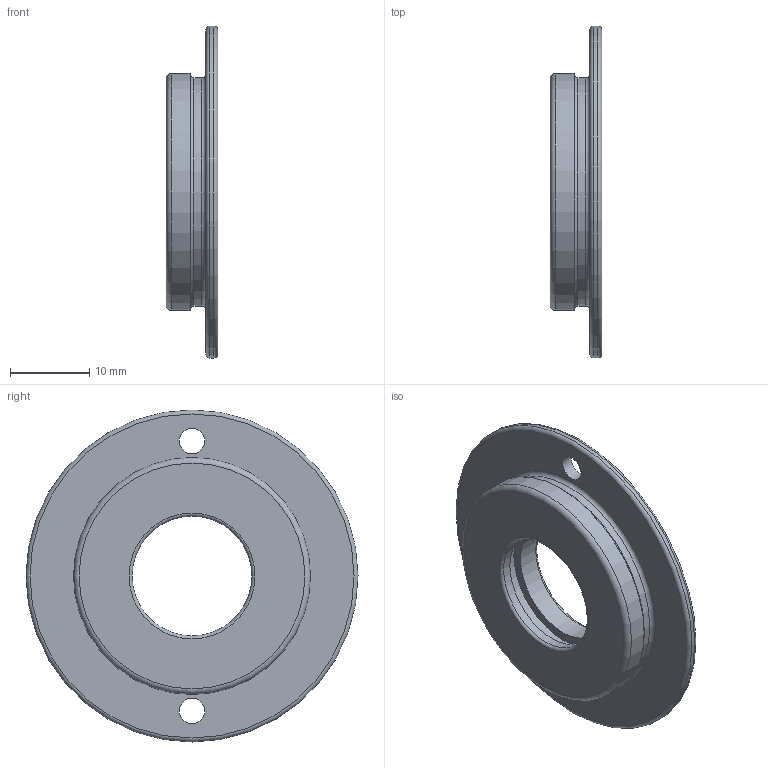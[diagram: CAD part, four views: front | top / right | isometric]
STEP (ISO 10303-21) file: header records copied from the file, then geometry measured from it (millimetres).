
FILE_DESCRIPTION(/* description */ (''),/* implementation_level */ '2;1');
FILE_NAME(/* name */ 'SXC25-M150.step',/* time_stamp */ '2021-02-01T11:35:34-06:00',/* author */ (''),/* organization */ (''),/* preprocessor_version */ 'ST-DEVELOPER v18.1',/* originating_system */ 'Autodesk Translation Framework v9.7.1.1290',/* authorisation */ '');
FILE_SCHEMA (('AUTOMOTIVE_DESIGN { 1 0 10303 214 3 1 1 }'));
Length unit declared in the file: millimetre
Products named in the file (1): SXC25-M150
Bounding box: 6.5 x 41.85 x 41.85 mm (x, y, z)
Volume: 4150.6 mm3; surface area: 3454.8 mm2
Topology: 1 solids, 1 shells, 21 faces, 39 edges, 24 vertices
Faces by surface type: cylinder 8, torus 7, plane 6
Full cylindrical faces by diameter (mm): 3.2 x2, 15.1 x2, 17.46 x1, 28.8 x1, 29.884 x1, 41.85 x1
Entity records: 581 total; most frequent: DIRECTION 114, CARTESIAN_POINT 85, ORIENTED_EDGE 78, AXIS2_PLACEMENT_3D 53, EDGE_CURVE 39, EDGE_LOOP 31, CIRCLE 31, VERTEX_POINT 24
